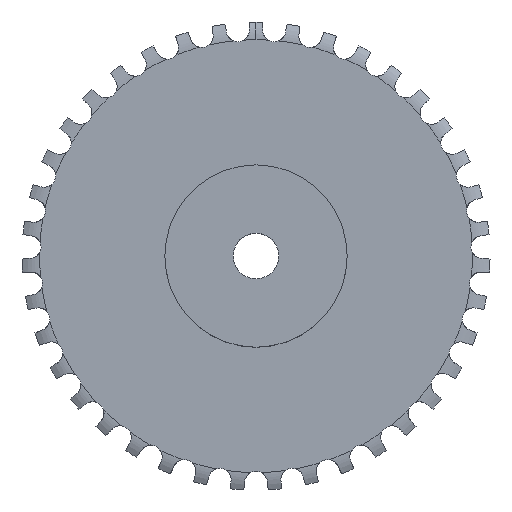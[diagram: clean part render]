
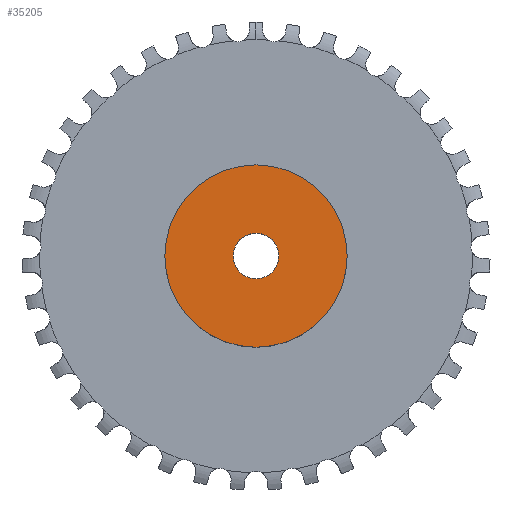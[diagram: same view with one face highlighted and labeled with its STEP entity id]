
A CAD part, top view. The second image highlights one B-rep face of the part: STEP entity #35205.
In plain terms, the highlighted planar face has unit normal (0, 0, 1).
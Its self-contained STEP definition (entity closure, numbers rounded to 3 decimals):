
#10117 = CYLINDRICAL_SURFACE('',#10118,20.);
#10118 = AXIS2_PLACEMENT_3D('',#10119,#10120,#10121);
#10119 = CARTESIAN_POINT('',(0.,0.,0.));
#10120 = DIRECTION('',(-0.,-0.,-1.));
#10121 = DIRECTION('',(1.,0.,0.));
#28363 = CYLINDRICAL_SURFACE('',#28364,5.);
#28364 = AXIS2_PLACEMENT_3D('',#28365,#28366,#28367);
#28365 = CARTESIAN_POINT('',(0.,0.,147.57));
#28366 = DIRECTION('',(0.,0.,1.));
#28367 = DIRECTION('',(1.,0.,-0.));
#32788 = VERTEX_POINT('',#32789);
#32789 = CARTESIAN_POINT('',(20.,0.,16.));
#32810 = EDGE_CURVE('',#32788,#32788,#32811,.T.);
#32811 = SURFACE_CURVE('',#32812,(#32817,#32824),.PCURVE_S1.);
#32812 = CIRCLE('',#32813,20.);
#32813 = AXIS2_PLACEMENT_3D('',#32814,#32815,#32816);
#32814 = CARTESIAN_POINT('',(0.,0.,16.));
#32815 = DIRECTION('',(0.,0.,1.));
#32816 = DIRECTION('',(1.,0.,0.));
#32817 = PCURVE('',#10117,#32818);
#32818 = DEFINITIONAL_REPRESENTATION('',(#32819),#32823);
#32819 = LINE('',#32820,#32821);
#32820 = CARTESIAN_POINT('',(-0.,-16.));
#32821 = VECTOR('',#32822,1.);
#32822 = DIRECTION('',(-1.,0.));
#32823 = ( GEOMETRIC_REPRESENTATION_CONTEXT(2) 
PARAMETRIC_REPRESENTATION_CONTEXT() REPRESENTATION_CONTEXT('2D SPACE',''
  ) );
#32824 = PCURVE('',#32825,#32830);
#32825 = PLANE('',#32826);
#32826 = AXIS2_PLACEMENT_3D('',#32827,#32828,#32829);
#32827 = CARTESIAN_POINT('',(0.,0.,16.));
#32828 = DIRECTION('',(-0.,0.,1.));
#32829 = DIRECTION('',(0.,-1.,0.));
#32830 = DEFINITIONAL_REPRESENTATION('',(#32831),#32835);
#32831 = CIRCLE('',#32832,20.);
#32832 = AXIS2_PLACEMENT_2D('',#32833,#32834);
#32833 = CARTESIAN_POINT('',(0.,0.));
#32834 = DIRECTION('',(0.,1.));
#32835 = ( GEOMETRIC_REPRESENTATION_CONTEXT(2) 
PARAMETRIC_REPRESENTATION_CONTEXT() REPRESENTATION_CONTEXT('2D SPACE',''
  ) );
#35159 = EDGE_CURVE('',#35160,#35160,#35162,.T.);
#35160 = VERTEX_POINT('',#35161);
#35161 = CARTESIAN_POINT('',(5.,0.,16.));
#35162 = SURFACE_CURVE('',#35163,(#35168,#35175),.PCURVE_S1.);
#35163 = CIRCLE('',#35164,5.);
#35164 = AXIS2_PLACEMENT_3D('',#35165,#35166,#35167);
#35165 = CARTESIAN_POINT('',(0.,0.,16.));
#35166 = DIRECTION('',(0.,0.,1.));
#35167 = DIRECTION('',(1.,0.,-0.));
#35168 = PCURVE('',#28363,#35169);
#35169 = DEFINITIONAL_REPRESENTATION('',(#35170),#35174);
#35170 = LINE('',#35171,#35172);
#35171 = CARTESIAN_POINT('',(0.,-131.57));
#35172 = VECTOR('',#35173,1.);
#35173 = DIRECTION('',(1.,0.));
#35174 = ( GEOMETRIC_REPRESENTATION_CONTEXT(2) 
PARAMETRIC_REPRESENTATION_CONTEXT() REPRESENTATION_CONTEXT('2D SPACE',''
  ) );
#35175 = PCURVE('',#32825,#35176);
#35176 = DEFINITIONAL_REPRESENTATION('',(#35177),#35181);
#35177 = CIRCLE('',#35178,5.);
#35178 = AXIS2_PLACEMENT_2D('',#35179,#35180);
#35179 = CARTESIAN_POINT('',(0.,0.));
#35180 = DIRECTION('',(0.,1.));
#35181 = ( GEOMETRIC_REPRESENTATION_CONTEXT(2) 
PARAMETRIC_REPRESENTATION_CONTEXT() REPRESENTATION_CONTEXT('2D SPACE',''
  ) );
#35205 = ADVANCED_FACE('',(#35206,#35209),#32825,.T.);
#35206 = FACE_BOUND('',#35207,.T.);
#35207 = EDGE_LOOP('',(#35208));
#35208 = ORIENTED_EDGE('',*,*,#32810,.T.);
#35209 = FACE_BOUND('',#35210,.T.);
#35210 = EDGE_LOOP('',(#35211));
#35211 = ORIENTED_EDGE('',*,*,#35159,.F.);
